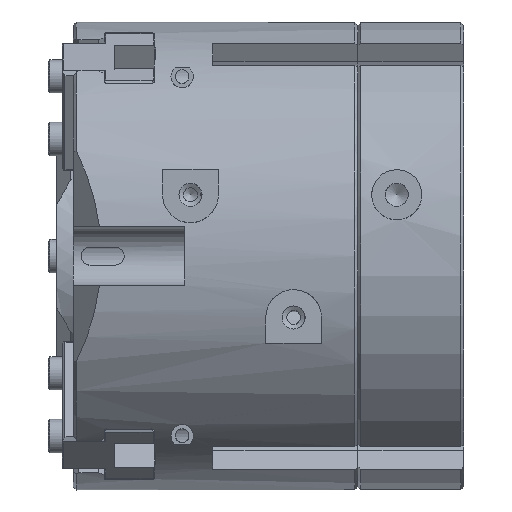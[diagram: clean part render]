
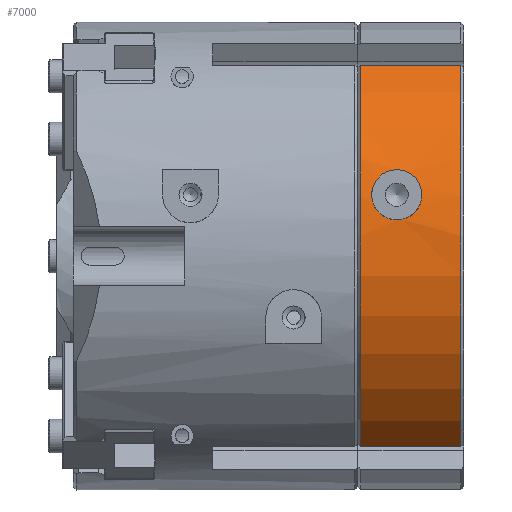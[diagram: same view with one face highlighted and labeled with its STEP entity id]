
A CAD part, left-side view. The second image highlights one B-rep face of the part: STEP entity #7000.
In plain terms, the highlighted cylindrical face has radius 42 mm (diameter 84 mm), a partial arc.
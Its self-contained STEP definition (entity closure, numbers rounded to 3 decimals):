
#318=FACE_BOUND('',#1676,.T.);
#671=CIRCLE('',#7884,42.);
#679=CIRCLE('',#7894,42.);
#1231=FACE_OUTER_BOUND('',#1675,.T.);
#1675=EDGE_LOOP('',(#6435,#6436,#6437,#6438));
#1676=EDGE_LOOP('',(#6439,#6440));
#2175=LINE('',#13123,#2674);
#2182=LINE('',#13157,#2681);
#2674=VECTOR('',#9862,10.);
#2681=VECTOR('',#9873,10.);
#2777=B_SPLINE_CURVE_WITH_KNOTS('',3,(#13067,#13068,#13069,#13070,#13071,
#13072,#13073,#13074,#13075,#13076,#13077,#13078,#13079,#13080,#13081,#13082,
#13083,#13084,#13085,#13086,#13087,#13088,#13089,#13090,#13091,#13092),
 .UNSPECIFIED.,.F.,.F.,(4,2,2,2,2,2,2,2,2,2,2,2,4),(0.,0.17,
0.339,0.518,0.696,0.87,
1.044,1.213,1.382,1.551,1.721,
1.895,2.069),.UNSPECIFIED.);
#2778=B_SPLINE_CURVE_WITH_KNOTS('',3,(#13093,#13094,#13095,#13096,#13097,
#13098,#13099,#13100,#13101,#13102),.UNSPECIFIED.,.F.,.F.,(4,2,2,2,4),(2.069,
2.247,2.425,2.595,2.765),
 .UNSPECIFIED.);
#3425=VERTEX_POINT('',#13064);
#3426=VERTEX_POINT('',#13066);
#3433=VERTEX_POINT('',#13118);
#3434=VERTEX_POINT('',#13122);
#3440=VERTEX_POINT('',#13143);
#3444=VERTEX_POINT('',#13153);
#4420=EDGE_CURVE('',#3426,#3425,#2777,.T.);
#4421=EDGE_CURVE('',#3425,#3426,#2778,.T.);
#4429=EDGE_CURVE('',#3434,#3433,#2175,.T.);
#4441=EDGE_CURVE('',#3440,#3444,#2182,.T.);
#4459=EDGE_CURVE('',#3440,#3433,#671,.T.);
#4467=EDGE_CURVE('',#3444,#3434,#679,.T.);
#6435=ORIENTED_EDGE('',*,*,#4429,.T.);
#6436=ORIENTED_EDGE('',*,*,#4459,.F.);
#6437=ORIENTED_EDGE('',*,*,#4441,.T.);
#6438=ORIENTED_EDGE('',*,*,#4467,.T.);
#6439=ORIENTED_EDGE('',*,*,#4420,.T.);
#6440=ORIENTED_EDGE('',*,*,#4421,.T.);
#6646=CYLINDRICAL_SURFACE('',#7893,42.);
#7000=ADVANCED_FACE('',(#1231,#318),#6646,.T.);
#7884=AXIS2_PLACEMENT_3D('',#13195,#9906,#9907);
#7893=AXIS2_PLACEMENT_3D('',#13209,#9924,#9925);
#7894=AXIS2_PLACEMENT_3D('',#13210,#9926,#9927);
#9862=DIRECTION('',(0.,1.,0.));
#9873=DIRECTION('',(0.,-1.,0.));
#9906=DIRECTION('center_axis',(0.,1.,0.));
#9907=DIRECTION('ref_axis',(1.,0.,0.));
#9924=DIRECTION('center_axis',(0.,1.,0.));
#9925=DIRECTION('ref_axis',(-1.,0.,0.));
#9926=DIRECTION('center_axis',(0.,1.,0.));
#9927=DIRECTION('ref_axis',(1.,0.,0.));
#13064=CARTESIAN_POINT('',(-40.534,16.5,11.));
#13066=CARTESIAN_POINT('',(-39.035,12.,15.5));
#13067=CARTESIAN_POINT('Ctrl Pts',(-39.035,12.,15.5));
#13068=CARTESIAN_POINT('Ctrl Pts',(-39.035,11.435,15.5));
#13069=CARTESIAN_POINT('Ctrl Pts',(-39.081,10.835,15.387));
#13070=CARTESIAN_POINT('Ctrl Pts',(-39.255,9.739,14.935));
#13071=CARTESIAN_POINT('Ctrl Pts',(-39.384,9.242,14.597));
#13072=CARTESIAN_POINT('Ctrl Pts',(-39.667,8.438,13.81));
#13073=CARTESIAN_POINT('Ctrl Pts',(-39.843,8.085,13.3));
#13074=CARTESIAN_POINT('Ctrl Pts',(-40.199,7.616,12.182));
#13075=CARTESIAN_POINT('Ctrl Pts',(-40.378,7.5,11.573));
#13076=CARTESIAN_POINT('Ctrl Pts',(-40.686,7.5,10.44));
#13077=CARTESIAN_POINT('Ctrl Pts',(-40.836,7.611,9.838));
#13078=CARTESIAN_POINT('Ctrl Pts',(-41.088,8.072,8.723));
#13079=CARTESIAN_POINT('Ctrl Pts',(-41.192,8.423,8.21));
#13080=CARTESIAN_POINT('Ctrl Pts',(-41.343,9.228,7.412));
#13081=CARTESIAN_POINT('Ctrl Pts',(-41.402,9.731,7.068));
#13082=CARTESIAN_POINT('Ctrl Pts',(-41.477,10.835,6.613));
#13083=CARTESIAN_POINT('Ctrl Pts',(-41.494,11.436,6.5));
#13084=CARTESIAN_POINT('Ctrl Pts',(-41.494,12.564,6.5));
#13085=CARTESIAN_POINT('Ctrl Pts',(-41.477,13.165,6.613));
#13086=CARTESIAN_POINT('Ctrl Pts',(-41.402,14.269,7.068));
#13087=CARTESIAN_POINT('Ctrl Pts',(-41.343,14.772,7.412));
#13088=CARTESIAN_POINT('Ctrl Pts',(-41.192,15.577,8.21));
#13089=CARTESIAN_POINT('Ctrl Pts',(-41.088,15.928,8.723));
#13090=CARTESIAN_POINT('Ctrl Pts',(-40.836,16.389,9.838));
#13091=CARTESIAN_POINT('Ctrl Pts',(-40.686,16.5,10.44));
#13092=CARTESIAN_POINT('Ctrl Pts',(-40.534,16.5,11.));
#13093=CARTESIAN_POINT('Ctrl Pts',(-40.534,16.5,11.));
#13094=CARTESIAN_POINT('Ctrl Pts',(-40.378,16.5,11.573));
#13095=CARTESIAN_POINT('Ctrl Pts',(-40.199,16.384,12.182));
#13096=CARTESIAN_POINT('Ctrl Pts',(-39.843,15.915,13.3));
#13097=CARTESIAN_POINT('Ctrl Pts',(-39.667,15.562,13.81));
#13098=CARTESIAN_POINT('Ctrl Pts',(-39.384,14.758,14.597));
#13099=CARTESIAN_POINT('Ctrl Pts',(-39.255,14.261,14.935));
#13100=CARTESIAN_POINT('Ctrl Pts',(-39.081,13.165,15.387));
#13101=CARTESIAN_POINT('Ctrl Pts',(-39.035,12.565,15.5));
#13102=CARTESIAN_POINT('Ctrl Pts',(-39.035,12.,15.5));
#13118=CARTESIAN_POINT('',(-24.376,18.5,34.203));
#13122=CARTESIAN_POINT('',(-24.376,0.5,34.203));
#13123=CARTESIAN_POINT('',(-24.376,9.5,34.203));
#13143=CARTESIAN_POINT('',(-24.376,18.5,-34.203));
#13153=CARTESIAN_POINT('',(-24.376,0.5,-34.203));
#13157=CARTESIAN_POINT('',(-24.376,9.5,-34.203));
#13195=CARTESIAN_POINT('Origin',(0.,18.5,0.));
#13209=CARTESIAN_POINT('Origin',(0.,9.5,
0.));
#13210=CARTESIAN_POINT('Origin',(0.,0.5,
0.));
